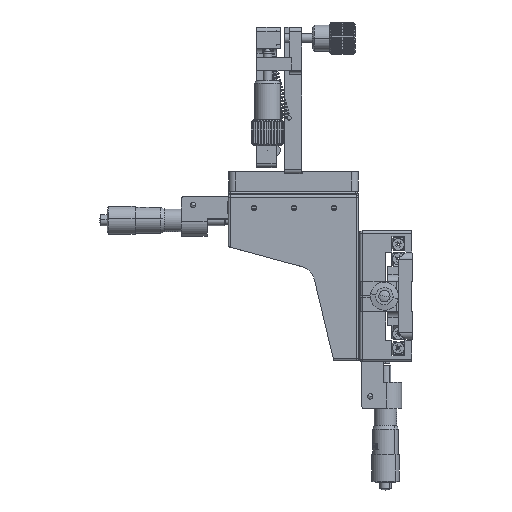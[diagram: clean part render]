
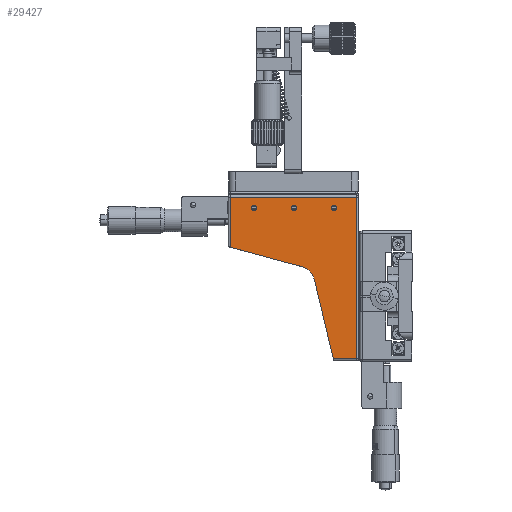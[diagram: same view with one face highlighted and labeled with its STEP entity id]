
A CAD part, left-side view. The second image highlights one B-rep face of the part: STEP entity #29427.
In plain terms, the highlighted planar face has unit normal (-1, 0, 0).
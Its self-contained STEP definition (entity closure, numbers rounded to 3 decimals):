
#1039 = CARTESIAN_POINT ( 'NONE',  ( -130.997, 21.986, -15.974 ) ) ;
#1077 = PLANE ( 'NONE',  #23475 ) ;
#1683 = DIRECTION ( 'NONE',  ( 0., 0., 1. ) ) ;
#2817 = DIRECTION ( 'NONE',  ( 0., -1., 0. ) ) ;
#3859 = DIRECTION ( 'NONE',  ( 0., 0., 1. ) ) ;
#5348 = VERTEX_POINT ( 'NONE', #70806 ) ;
#5560 = DIRECTION ( 'NONE',  ( 0., 0., 1. ) ) ;
#5695 = VERTEX_POINT ( 'NONE', #69883 ) ;
#6259 = ORIENTED_EDGE ( 'NONE', *, *, #40397, .T. ) ;
#7447 = ORIENTED_EDGE ( 'NONE', *, *, #50396, .F. ) ;
#7814 = CARTESIAN_POINT ( 'NONE',  ( -130.997, 21.986, -15.974 ) ) ;
#9209 = CARTESIAN_POINT ( 'NONE',  ( -130.997, -25.514, -10.974 ) ) ;
#9381 = DIRECTION ( 'NONE',  ( -1., 0., 0. ) ) ;
#9423 = DIRECTION ( 'NONE',  ( 0., -0.232, -0.973 ) ) ;
#10439 = EDGE_CURVE ( 'NONE', #12040, #10827, #18029, .T. ) ;
#10827 = VERTEX_POINT ( 'NONE', #48240 ) ;
#12040 = VERTEX_POINT ( 'NONE', #32560 ) ;
#13484 = ORIENTED_EDGE ( 'NONE', *, *, #43757, .T. ) ;
#16562 = EDGE_CURVE ( 'NONE', #5348, #32421, #61003, .T. ) ;
#16985 = EDGE_LOOP ( 'NONE', ( #42811, #20843 ) ) ;
#18029 = CIRCLE ( 'NONE', #20865, 1.25 ) ;
#18185 = ORIENTED_EDGE ( 'NONE', *, *, #40169, .F. ) ;
#18387 = DIRECTION ( 'NONE',  ( 0., 0., 1. ) ) ;
#19047 = AXIS2_PLACEMENT_3D ( 'NONE', #70816, #36836, #31042 ) ;
#19204 = AXIS2_PLACEMENT_3D ( 'NONE', #49115, #9381, #3859 ) ;
#19530 = EDGE_CURVE ( 'NONE', #51189, #49694, #84587, .T. ) ;
#19618 = LINE ( 'NONE', #29134, #33076 ) ;
#20843 = ORIENTED_EDGE ( 'NONE', *, *, #43147, .F. ) ;
#20865 = AXIS2_PLACEMENT_3D ( 'NONE', #62857, #30021, #23065 ) ;
#22036 = CARTESIAN_POINT ( 'NONE',  ( -130.997, -15.014, -17.224 ) ) ;
#23065 = DIRECTION ( 'NONE',  ( 0., 0., 1. ) ) ;
#23475 = AXIS2_PLACEMENT_3D ( 'NONE', #67254, #73932, #33858 ) ;
#23606 = DIRECTION ( 'NONE',  ( -1., 0., 0. ) ) ;
#24514 = CIRCLE ( 'NONE', #48273, 1.25 ) ;
#24559 = LINE ( 'NONE', #66196, #65042 ) ;
#27554 = CARTESIAN_POINT ( 'NONE',  ( -130.997, -25.514, -51.014 ) ) ;
#28908 = CARTESIAN_POINT ( 'NONE',  ( -130.997, 1.776, -85.974 ) ) ;
#29134 = CARTESIAN_POINT ( 'NONE',  ( -130.997, -15.014, -86.974 ) ) ;
#29427 = ADVANCED_FACE ( 'NONE', ( #75284, #57658, #76351, #72202 ), #1077, .T. ) ;
#30021 = DIRECTION ( 'NONE',  ( -1., 0., 0. ) ) ;
#31042 = DIRECTION ( 'NONE',  ( 0., 0., 1. ) ) ;
#32421 = VERTEX_POINT ( 'NONE', #69477 ) ;
#32560 = CARTESIAN_POINT ( 'NONE',  ( -130.997, 3.486, -17.224 ) ) ;
#33003 = VERTEX_POINT ( 'NONE', #51627 ) ;
#33076 = VECTOR ( 'NONE', #9423, 1000. ) ;
#33324 = LINE ( 'NONE', #28908, #34323 ) ;
#33858 = DIRECTION ( 'NONE',  ( 0., 0., 1. ) ) ;
#34185 = DIRECTION ( 'NONE',  ( -1., 0., 0. ) ) ;
#34323 = VECTOR ( 'NONE', #2817, 1000. ) ;
#34477 = VERTEX_POINT ( 'NONE', #22036 ) ;
#35045 = CARTESIAN_POINT ( 'NONE',  ( -130.997, 21.986, -17.224 ) ) ;
#36579 = CARTESIAN_POINT ( 'NONE',  ( -130.997, 21.986, -14.724 ) ) ;
#36836 = DIRECTION ( 'NONE',  ( 1., 0., 0. ) ) ;
#37636 = CARTESIAN_POINT ( 'NONE',  ( -130.997, 32.986, -51.014 ) ) ;
#38666 = EDGE_LOOP ( 'NONE', ( #80757, #73090, #6259, #74976, #74829, #13484, #67794 ) ) ;
#39072 = AXIS2_PLACEMENT_3D ( 'NONE', #7814, #34185, #1683 ) ;
#40169 = EDGE_CURVE ( 'NONE', #34477, #5695, #50254, .T. ) ;
#40397 = EDGE_CURVE ( 'NONE', #43759, #75793, #73085, .T. ) ;
#40490 = ORIENTED_EDGE ( 'NONE', *, *, #69512, .F. ) ;
#41629 = DIRECTION ( 'NONE',  ( -1., 0., 0. ) ) ;
#42811 = ORIENTED_EDGE ( 'NONE', *, *, #19530, .F. ) ;
#43147 = EDGE_CURVE ( 'NONE', #49694, #51189, #74838, .T. ) ;
#43757 = EDGE_CURVE ( 'NONE', #32421, #62489, #77818, .T. ) ;
#43759 = VERTEX_POINT ( 'NONE', #68527 ) ;
#45296 = DIRECTION ( 'NONE',  ( -1., 0., 0. ) ) ;
#47317 = EDGE_CURVE ( 'NONE', #75793, #5348, #24559, .T. ) ;
#47901 = DIRECTION ( 'NONE',  ( 0., 1., 0. ) ) ;
#47945 = DIRECTION ( 'NONE',  ( 0., -0.965, -0.262 ) ) ;
#48240 = CARTESIAN_POINT ( 'NONE',  ( -130.997, 3.486, -14.724 ) ) ;
#48273 = AXIS2_PLACEMENT_3D ( 'NONE', #62538, #23606, #18387 ) ;
#49115 = CARTESIAN_POINT ( 'NONE',  ( -130.997, -15.014, -15.974 ) ) ;
#49694 = VERTEX_POINT ( 'NONE', #35045 ) ;
#50254 = CIRCLE ( 'NONE', #61805, 1.25 ) ;
#50396 = EDGE_CURVE ( 'NONE', #10827, #12040, #24514, .T. ) ;
#51189 = VERTEX_POINT ( 'NONE', #36579 ) ;
#51627 = CARTESIAN_POINT ( 'NONE',  ( -130.997, -6.006, -49.16 ) ) ;
#51636 = VECTOR ( 'NONE', #76565, 1000. ) ;
#51865 = VECTOR ( 'NONE', #47945, 1000. ) ;
#54060 = EDGE_CURVE ( 'NONE', #80755, #43759, #33324, .T. ) ;
#54891 = CARTESIAN_POINT ( 'NONE',  ( -130.997, -14.776, -85.974 ) ) ;
#57658 = FACE_BOUND ( 'NONE', #78276, .T. ) ;
#61003 = LINE ( 'NONE', #37636, #51636 ) ;
#61327 = CARTESIAN_POINT ( 'NONE',  ( -130.997, 33.986, -33.974 ) ) ;
#61805 = AXIS2_PLACEMENT_3D ( 'NONE', #85024, #45296, #5560 ) ;
#62489 = VERTEX_POINT ( 'NONE', #81760 ) ;
#62538 = CARTESIAN_POINT ( 'NONE',  ( -130.997, 3.486, -15.974 ) ) ;
#62857 = CARTESIAN_POINT ( 'NONE',  ( -130.997, 3.486, -15.974 ) ) ;
#65042 = VECTOR ( 'NONE', #47901, 1000. ) ;
#66183 = EDGE_CURVE ( 'NONE', #62489, #33003, #70304, .T. ) ;
#66196 = CARTESIAN_POINT ( 'NONE',  ( -130.997, 1.776, -10.974 ) ) ;
#67254 = CARTESIAN_POINT ( 'NONE',  ( -130.997, 1.776, -51.014 ) ) ;
#67794 = ORIENTED_EDGE ( 'NONE', *, *, #66183, .T. ) ;
#68527 = CARTESIAN_POINT ( 'NONE',  ( -130.997, -25.514, -85.974 ) ) ;
#69477 = CARTESIAN_POINT ( 'NONE',  ( -130.997, 32.986, -34.245 ) ) ;
#69512 = EDGE_CURVE ( 'NONE', #5695, #34477, #71417, .T. ) ;
#69883 = CARTESIAN_POINT ( 'NONE',  ( -130.997, -15.014, -14.724 ) ) ;
#70094 = ORIENTED_EDGE ( 'NONE', *, *, #10439, .F. ) ;
#70304 = CIRCLE ( 'NONE', #19047, 8. ) ;
#70806 = CARTESIAN_POINT ( 'NONE',  ( -130.997, 32.986, -10.974 ) ) ;
#70816 = CARTESIAN_POINT ( 'NONE',  ( -130.997, 1.776, -51.014 ) ) ;
#71417 = CIRCLE ( 'NONE', #19204, 1.25 ) ;
#72202 = FACE_OUTER_BOUND ( 'NONE', #38666, .T. ) ;
#73085 = LINE ( 'NONE', #27554, #75154 ) ;
#73090 = ORIENTED_EDGE ( 'NONE', *, *, #54060, .T. ) ;
#73932 = DIRECTION ( 'NONE',  ( -1., 0., 0. ) ) ;
#74829 = ORIENTED_EDGE ( 'NONE', *, *, #16562, .T. ) ;
#74838 = CIRCLE ( 'NONE', #39072, 1.25 ) ;
#74976 = ORIENTED_EDGE ( 'NONE', *, *, #47317, .T. ) ;
#75154 = VECTOR ( 'NONE', #81768, 1000. ) ;
#75284 = FACE_BOUND ( 'NONE', #16985, .T. ) ;
#75494 = EDGE_LOOP ( 'NONE', ( #40490, #18185 ) ) ;
#75793 = VERTEX_POINT ( 'NONE', #9209 ) ;
#76351 = FACE_BOUND ( 'NONE', #75494, .T. ) ;
#76496 = AXIS2_PLACEMENT_3D ( 'NONE', #1039, #41629, #80528 ) ;
#76565 = DIRECTION ( 'NONE',  ( 0., 0., -1. ) ) ;
#77818 = LINE ( 'NONE', #61327, #51865 ) ;
#78276 = EDGE_LOOP ( 'NONE', ( #7447, #70094 ) ) ;
#80528 = DIRECTION ( 'NONE',  ( 0., 0., 1. ) ) ;
#80755 = VERTEX_POINT ( 'NONE', #54891 ) ;
#80757 = ORIENTED_EDGE ( 'NONE', *, *, #82013, .T. ) ;
#81760 = CARTESIAN_POINT ( 'NONE',  ( -130.997, -0.321, -43.293 ) ) ;
#81768 = DIRECTION ( 'NONE',  ( 0., 0., 1. ) ) ;
#82013 = EDGE_CURVE ( 'NONE', #33003, #80755, #19618, .T. ) ;
#84587 = CIRCLE ( 'NONE', #76496, 1.25 ) ;
#85024 = CARTESIAN_POINT ( 'NONE',  ( -130.997, -15.014, -15.974 ) ) ;
